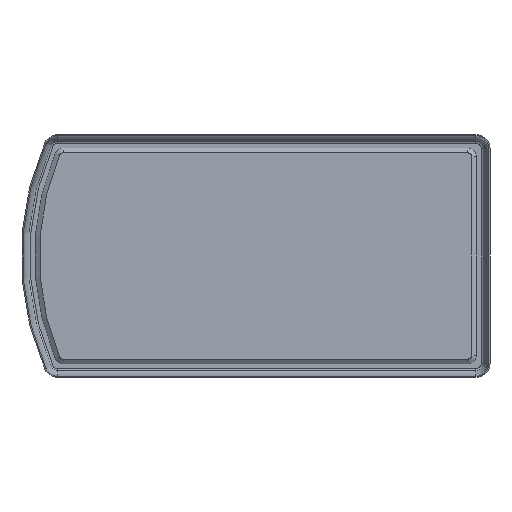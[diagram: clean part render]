
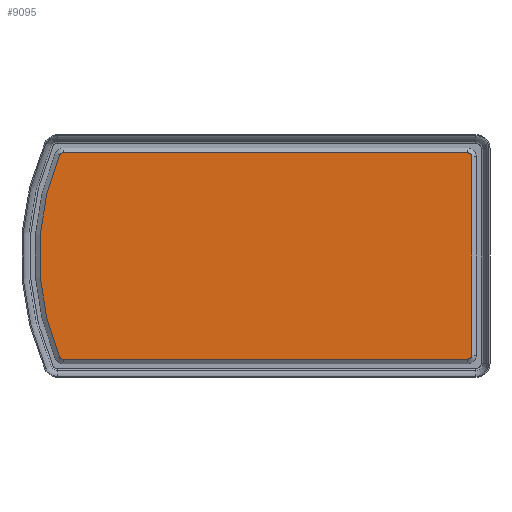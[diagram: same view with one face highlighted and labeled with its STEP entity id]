
A CAD part, left-side view. The second image highlights one B-rep face of the part: STEP entity #9095.
In plain terms, the highlighted planar face has unit normal (-1, 0, 0).
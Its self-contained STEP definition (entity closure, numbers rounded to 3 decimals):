
#8888=CARTESIAN_POINT('',(-12.7,1170.461,-273.548));
#8889=VERTEX_POINT('',#8888);
#8897=CARTESIAN_POINT('',(-12.7,1160.103,-280.458));
#8898=VERTEX_POINT('',#8897);
#8905=CARTESIAN_POINT('',(-12.7,1160.103,-269.24));
#8906=DIRECTION('',(-1.0,0.0,0.0));
#8907=DIRECTION('',(0.0,0.0,-1.0));
#8908=AXIS2_PLACEMENT_3D('',#8905,#8906,#8907);
#8909=CIRCLE('',#8908,11.218);
#8910=EDGE_CURVE('',#8889,#8898,#8909,.T.);
#8922=CARTESIAN_POINT('',(-12.7,60.96,-280.458));
#8923=VERTEX_POINT('',#8922);
#8930=CARTESIAN_POINT('',(-12.7,1160.103,-280.458));
#8931=DIRECTION('',(0.0,-1.0,0.0));
#8932=VECTOR('',#8931,1099.143);
#8933=LINE('',#8930,#8932);
#8934=EDGE_CURVE('',#8898,#8923,#8933,.T.);
#8946=CARTESIAN_POINT('',(-12.7,49.742,-269.24));
#8947=VERTEX_POINT('',#8946);
#8954=CARTESIAN_POINT('',(-12.7,60.96,-269.24));
#8955=DIRECTION('',(-1.0,0.0,0.0));
#8956=DIRECTION('',(0.0,0.0,-1.0));
#8957=AXIS2_PLACEMENT_3D('',#8954,#8955,#8956);
#8958=CIRCLE('',#8957,11.218);
#8959=EDGE_CURVE('',#8923,#8947,#8958,.T.);
#8971=CARTESIAN_POINT('',(-12.7,49.742,269.24));
#8972=VERTEX_POINT('',#8971);
#8979=CARTESIAN_POINT('',(-12.7,49.742,-269.24));
#8980=DIRECTION('',(0.0,0.0,1.0));
#8981=VECTOR('',#8980,538.48);
#8982=LINE('',#8979,#8981);
#8983=EDGE_CURVE('',#8947,#8972,#8982,.T.);
#8995=CARTESIAN_POINT('',(-12.7,60.96,280.458));
#8996=VERTEX_POINT('',#8995);
#9003=CARTESIAN_POINT('',(-12.7,60.96,269.24));
#9004=DIRECTION('',(-1.0,0.0,0.0));
#9005=DIRECTION('',(0.0,0.0,-1.0));
#9006=AXIS2_PLACEMENT_3D('',#9003,#9004,#9005);
#9007=CIRCLE('',#9006,11.218);
#9008=EDGE_CURVE('',#8972,#8996,#9007,.T.);
#9020=CARTESIAN_POINT('',(-12.7,1160.103,280.458));
#9021=VERTEX_POINT('',#9020);
#9028=CARTESIAN_POINT('',(-12.7,60.96,280.458));
#9029=DIRECTION('',(0.0,1.0,0.0));
#9030=VECTOR('',#9029,1099.143);
#9031=LINE('',#9028,#9030);
#9032=EDGE_CURVE('',#8996,#9021,#9031,.T.);
#9044=CARTESIAN_POINT('',(-12.7,1170.461,273.548));
#9045=VERTEX_POINT('',#9044);
#9052=CARTESIAN_POINT('',(-12.7,1160.103,269.24));
#9053=DIRECTION('',(-1.0,0.0,0.0));
#9054=DIRECTION('',(0.0,0.0,-1.0));
#9055=AXIS2_PLACEMENT_3D('',#9052,#9053,#9054);
#9056=CIRCLE('',#9055,11.218);
#9057=EDGE_CURVE('',#9021,#9045,#9056,.T.);
#9070=CARTESIAN_POINT('',(-12.7,512.826,0.0));
#9071=DIRECTION('',(-1.0,0.0,0.0));
#9072=DIRECTION('',(0.0,0.0,-1.0));
#9073=AXIS2_PLACEMENT_3D('',#9070,#9071,#9072);
#9074=CIRCLE('',#9073,712.258);
#9075=EDGE_CURVE('',#9045,#8889,#9074,.T.);
#9080=CARTESIAN_POINT('',(-12.7,688.075,0.0));
#9081=DIRECTION('',(-1.0,0.0,0.0));
#9082=DIRECTION('',(0.0,0.0,1.0));
#9083=AXIS2_PLACEMENT_3D('',#9080,#9081,#9082);
#9084=PLANE('',#9083);
#9085=ORIENTED_EDGE('',*,*,#9057,.T.);
#9086=ORIENTED_EDGE('',*,*,#9075,.T.);
#9087=ORIENTED_EDGE('',*,*,#8910,.T.);
#9088=ORIENTED_EDGE('',*,*,#8934,.T.);
#9089=ORIENTED_EDGE('',*,*,#8959,.T.);
#9090=ORIENTED_EDGE('',*,*,#8983,.T.);
#9091=ORIENTED_EDGE('',*,*,#9008,.T.);
#9092=ORIENTED_EDGE('',*,*,#9032,.T.);
#9093=EDGE_LOOP('',(#9085,#9086,#9087,#9088,#9089,#9090,#9091,#9092));
#9094=FACE_OUTER_BOUND('',#9093,.T.);
#9095=ADVANCED_FACE('',(#9094),#9084,.T.);
